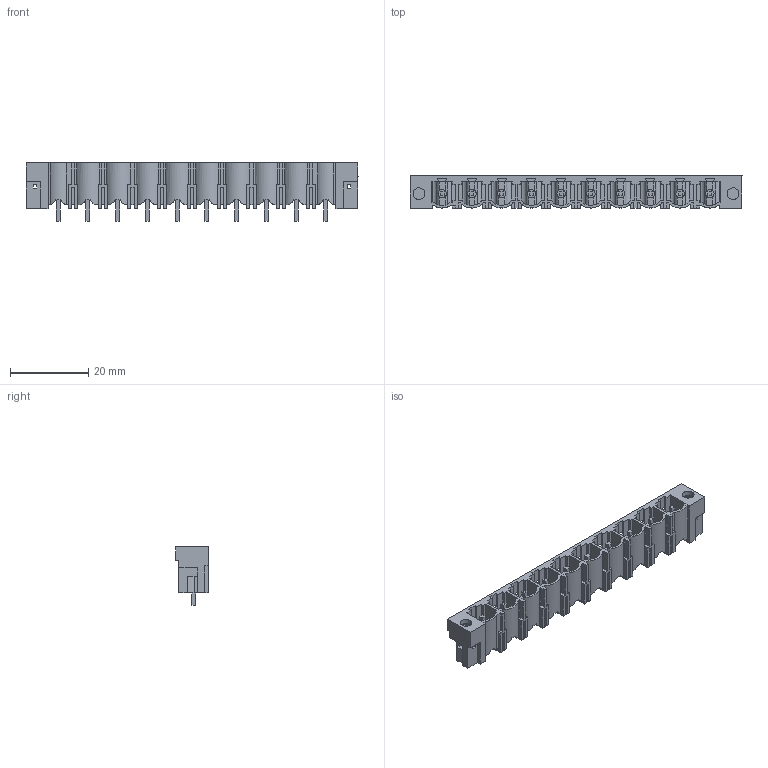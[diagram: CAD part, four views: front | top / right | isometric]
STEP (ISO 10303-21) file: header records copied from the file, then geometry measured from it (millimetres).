
FILE_DESCRIPTION(('CATIA V5 STEP Exchange','CAx-IF Rec.Pracs.--- Model Styling and Organization---1.4--- 2014-01-23'),'2;1');
FILE_NAME ('D1448914_1_1140950000_1140950000.stp','2021-05-21T12:56:51+00:00',('none'),('Weidmueller'),'CATIA Version 5-6 Release 2016 SP3 HF44','CATIA V5 STEP AP214','none');
FILE_SCHEMA(('AUTOMOTIVE_DESIGN { 1 0 10303 214 1 1 1 1 }'));
Length unit declared in the file: millimetre
Products named in the file (1): 1140950000
Bounding box: 85.06 x 8.4 x 14.95 mm (x, y, z)
Volume: 3034.6 mm3; surface area: 7766.2 mm2
Topology: 11 solids, 11 shells, 646 faces, 1856 edges, 1220 vertices
Faces by surface type: plane 542, cylinder 104
Entity records: 19685 total; most frequent: CARTESIAN_POINT 3912, ORIENTED_EDGE 3712, DIRECTION 2547, EDGE_CURVE 1856, VECTOR 1568, LINE 1568, VERTEX_POINT 1220, EDGE_LOOP 662
